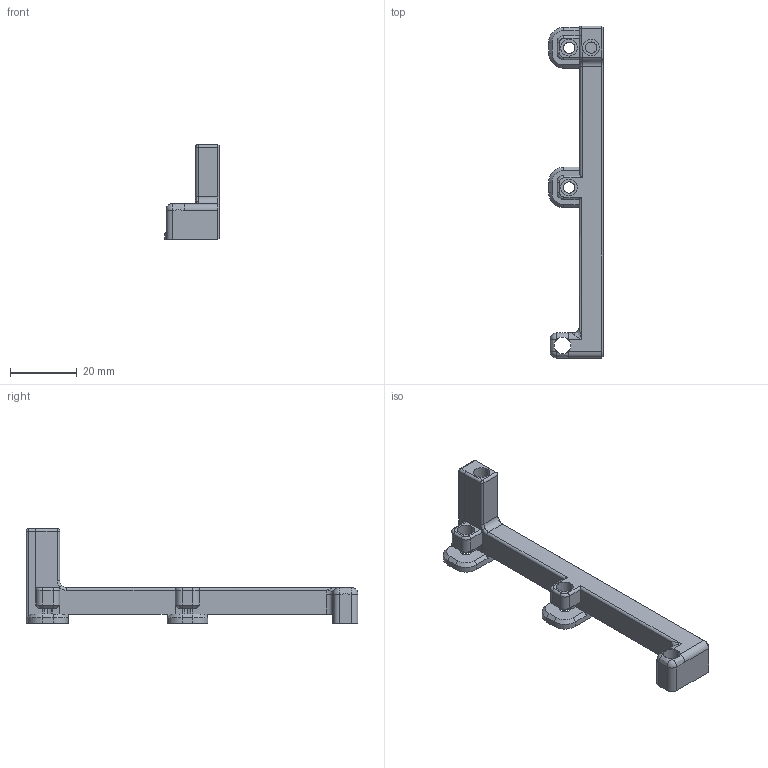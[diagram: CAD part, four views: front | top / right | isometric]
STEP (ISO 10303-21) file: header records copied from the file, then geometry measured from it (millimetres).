
FILE_DESCRIPTION (( 'STEP AP214' ), '1' );
FILE_NAME ('MirrorPSU clip-R^psu_octopus_spider_and_pi_mount.STEP', '2021-09-06T13:01:13', ( '' ), ( '' ), 'SwSTEP 2.0', 'SolidWorks 2021', '' );
FILE_SCHEMA (( 'AUTOMOTIVE_DESIGN' ));
Length unit declared in the file: millimetre
Products named in the file (1): MirrorPSU clip-R^psu_octopus_spider_and_pi_mount
Bounding box: 16.38 x 99.75 x 28.5 mm (x, y, z)
Volume: 8554.4 mm3; surface area: 5508.2 mm2
Topology: 1 solids, 1 shells, 156 faces, 400 edges, 242 vertices
Faces by surface type: plane 75, cylinder 50, cone 16, torus 6, bspline 5, sphere 4
Entity records: 4913 total; most frequent: CARTESIAN_POINT 1066, DIRECTION 816, ORIENTED_EDGE 794, EDGE_CURVE 397, AXIS2_PLACEMENT_3D 282, LINE 252, VECTOR 252, VERTEX_POINT 242
